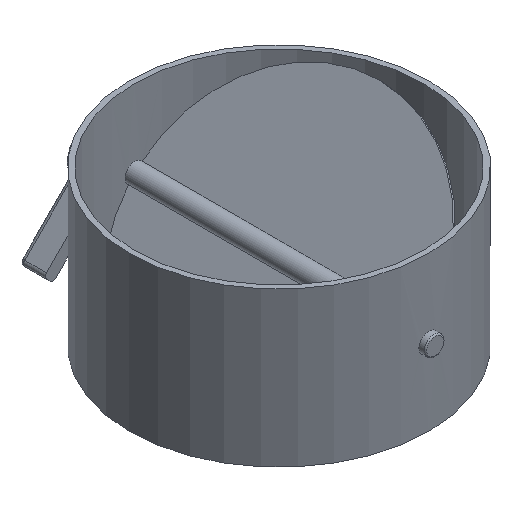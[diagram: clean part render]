
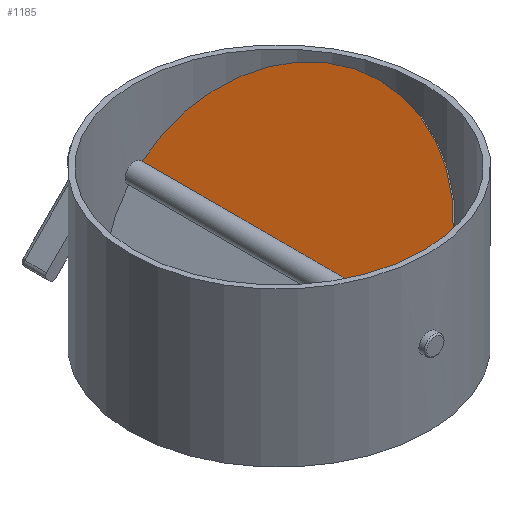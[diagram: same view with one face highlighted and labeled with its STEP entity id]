
A CAD part, isometric view. The second image highlights one B-rep face of the part: STEP entity #1185.
In plain terms, the highlighted planar face has unit normal (-0.707, 0, 0.707).
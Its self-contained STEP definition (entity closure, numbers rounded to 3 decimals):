
#89 = ORIENTED_EDGE ( 'NONE', *, *, #1223, .F. ) ;
#137 = CARTESIAN_POINT ( 'NONE',  ( 4.549, 151.5, 65.963 ) ) ;
#167 = DIRECTION ( 'NONE',  ( -0.707, 0., -0.707 ) ) ;
#183 = EDGE_LOOP ( 'NONE', ( #89, #521 ) ) ;
#226 = CARTESIAN_POINT ( 'NONE',  ( 4.549, 111.127, 65.963 ) ) ;
#238 = VECTOR ( 'NONE', #850, 1000. ) ;
#274 = DIRECTION ( 'NONE',  ( 0.707, 0., -0.707 ) ) ;
#294 = DIRECTION ( 'NONE',  ( -0.707, 0., -0.707 ) ) ;
#521 = ORIENTED_EDGE ( 'NONE', *, *, #922, .T. ) ;
#769 = CIRCLE ( 'NONE', #1206, 111.375 ) ;
#850 = DIRECTION ( 'NONE',  ( 0., -1., 0. ) ) ;
#922 = EDGE_CURVE ( 'NONE', #968, #1112, #1073, .T. ) ;
#929 = AXIS2_PLACEMENT_3D ( 'NONE', #1099, #1189, #294 ) ;
#968 = VERTEX_POINT ( 'NONE', #226 ) ;
#1073 = LINE ( 'NONE', #137, #238 ) ;
#1099 = CARTESIAN_POINT ( 'NONE',  ( -0.707, 0., 60.707 ) ) ;
#1107 = PLANE ( 'NONE',  #929 ) ;
#1110 = FACE_OUTER_BOUND ( 'NONE', #183, .T. ) ;
#1112 = VERTEX_POINT ( 'NONE', #1184 ) ;
#1184 = CARTESIAN_POINT ( 'NONE',  ( 4.549, -111.127, 65.963 ) ) ;
#1185 = ADVANCED_FACE ( 'NONE', ( #1110 ), #1107, .F. ) ;
#1189 = DIRECTION ( 'NONE',  ( 0.707, 0., -0.707 ) ) ;
#1200 = CARTESIAN_POINT ( 'NONE',  ( -0.707, 0., 60.707 ) ) ;
#1206 = AXIS2_PLACEMENT_3D ( 'NONE', #1200, #274, #167 ) ;
#1223 = EDGE_CURVE ( 'NONE', #968, #1112, #769, .T. ) ;
